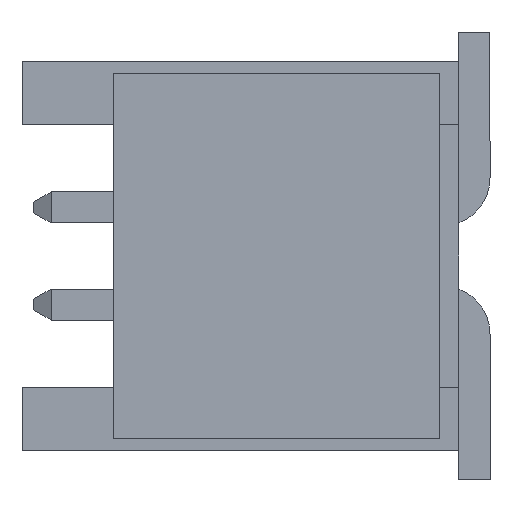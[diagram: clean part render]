
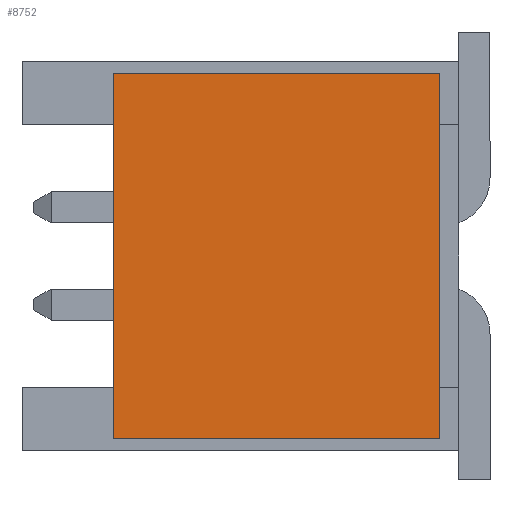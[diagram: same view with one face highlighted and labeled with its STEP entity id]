
A CAD part, left-side view. The second image highlights one B-rep face of the part: STEP entity #8752.
In plain terms, the highlighted planar face has unit normal (-1, 0, 0).
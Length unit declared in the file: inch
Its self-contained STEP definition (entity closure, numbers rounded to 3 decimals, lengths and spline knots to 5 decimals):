
#169 = DIRECTION ( 'NONE',  ( 0., 0., 1. ) ) ;
#700 = DIRECTION ( 'NONE',  ( 0., -1., 0. ) ) ;
#1456 = VERTEX_POINT ( 'NONE', #15779 ) ;
#1540 = PLANE ( 'NONE',  #3645 ) ;
#2754 = VERTEX_POINT ( 'NONE', #12833 ) ;
#2786 = VECTOR ( 'NONE', #7004, 39.37008 ) ;
#3645 = AXIS2_PLACEMENT_3D ( 'NONE', #17303, #8734, #169 ) ;
#4131 = LINE ( 'NONE', #7816, #5036 ) ;
#4873 = ORIENTED_EDGE ( 'NONE', *, *, #7918, .T. ) ;
#4892 = VERTEX_POINT ( 'NONE', #8656 ) ;
#5036 = VECTOR ( 'NONE', #700, 39.37008 ) ;
#5084 = CARTESIAN_POINT ( 'NONE',  ( -0.299, 0.178, 0.094 ) ) ;
#5128 = EDGE_CURVE ( 'NONE', #7520, #2754, #17075, .T. ) ;
#5729 = FACE_OUTER_BOUND ( 'NONE', #13232, .T. ) ;
#5982 = VECTOR ( 'NONE', #9417, 39.37008 ) ;
#6004 = ORIENTED_EDGE ( 'NONE', *, *, #11626, .T. ) ;
#6107 = DIRECTION ( 'NONE',  ( 0., -1., 0. ) ) ;
#7004 = DIRECTION ( 'NONE',  ( 0., 0., -1. ) ) ;
#7489 = CARTESIAN_POINT ( 'NONE',  ( -0.299, 0.178, 0.094 ) ) ;
#7520 = VERTEX_POINT ( 'NONE', #12921 ) ;
#7816 = CARTESIAN_POINT ( 'NONE',  ( -0.299, 0.178, -0.094 ) ) ;
#7918 = EDGE_CURVE ( 'NONE', #7520, #4892, #17405, .T. ) ;
#8656 = CARTESIAN_POINT ( 'NONE',  ( -0.299, 0.178, -0.094 ) ) ;
#8734 = DIRECTION ( 'NONE',  ( -1., 0., 0. ) ) ;
#8752 = ADVANCED_FACE ( 'NONE', ( #5729 ), #1540, .T. ) ;
#9219 = ORIENTED_EDGE ( 'NONE', *, *, #11945, .F. ) ;
#9417 = DIRECTION ( 'NONE',  ( 0., 0., -1. ) ) ;
#9878 = CARTESIAN_POINT ( 'NONE',  ( -0.299, 0.01, 0.094 ) ) ;
#9968 = ORIENTED_EDGE ( 'NONE', *, *, #5128, .F. ) ;
#11626 = EDGE_CURVE ( 'NONE', #4892, #1456, #4131, .T. ) ;
#11945 = EDGE_CURVE ( 'NONE', #2754, #1456, #17577, .T. ) ;
#12833 = CARTESIAN_POINT ( 'NONE',  ( -0.299, 0.01, 0.094 ) ) ;
#12921 = CARTESIAN_POINT ( 'NONE',  ( -0.299, 0.178, 0.094 ) ) ;
#13232 = EDGE_LOOP ( 'NONE', ( #9219, #9968, #4873, #6004 ) ) ;
#13241 = VECTOR ( 'NONE', #6107, 39.37008 ) ;
#15779 = CARTESIAN_POINT ( 'NONE',  ( -0.299, 0.01, -0.094 ) ) ;
#17075 = LINE ( 'NONE', #7489, #13241 ) ;
#17303 = CARTESIAN_POINT ( 'NONE',  ( -0.299, 0.178, 0.094 ) ) ;
#17405 = LINE ( 'NONE', #5084, #5982 ) ;
#17577 = LINE ( 'NONE', #9878, #2786 ) ;
